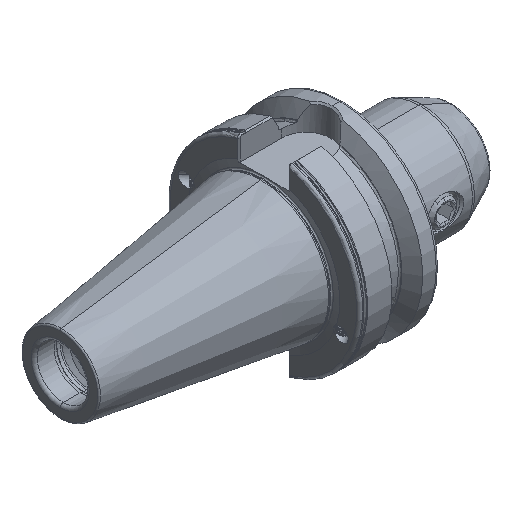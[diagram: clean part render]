
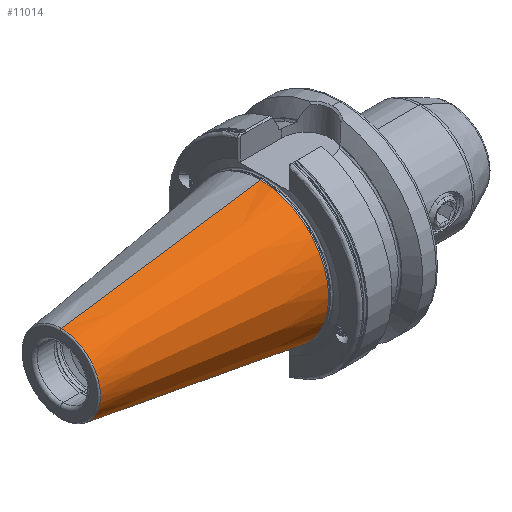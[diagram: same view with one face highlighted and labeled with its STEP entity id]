
A CAD part, isometric view. The second image highlights one B-rep face of the part: STEP entity #11014.
In plain terms, the highlighted conical face has half-angle 8.297 degrees and reference radius 22.24 mm.
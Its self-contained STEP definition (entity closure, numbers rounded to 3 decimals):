
#1339 = CARTESIAN_POINT ( 'NONE',  ( -0.9, 0., 0. ) ) ;
#1359 = DIRECTION ( 'NONE',  ( 1., 0., 0. ) ) ;
#1368 = DIRECTION ( 'NONE',  ( 0., 0., -1. ) ) ;
#1435 = DIRECTION ( 'NONE',  ( 0., 0., -1. ) ) ;
#1441 = CARTESIAN_POINT ( 'NONE',  ( -65.972, 0., 0. ) ) ;
#1466 = DIRECTION ( 'NONE',  ( 1., 0., 0. ) ) ;
#2133 = FACE_OUTER_BOUND ( 'NONE', #5356, .T. ) ;
#2152 = CONICAL_SURFACE ( 'NONE', #17311, 22.24, 0.145 ) ;
#2366 = CIRCLE ( 'NONE', #17081, 12.75 ) ;
#2401 = CIRCLE ( 'NONE', #17124, 22.24 ) ;
#2850 = LINE ( 'NONE', #18299, #2851 ) ;
#2851 = VECTOR ( 'NONE', #18324, 1000. ) ;
#2891 = VECTOR ( 'NONE', #9476, 1000. ) ;
#2906 = LINE ( 'NONE', #9440, #2891 ) ;
#3185 = EDGE_CURVE ( 'NONE', #12212, #12204, #2850, .T. ) ;
#3222 = EDGE_CURVE ( 'NONE', #5685, #12194, #2906, .T. ) ;
#5356 = EDGE_LOOP ( 'NONE', ( #6994, #6950, #6941, #6937 ) ) ;
#5685 = VERTEX_POINT ( 'NONE', #12944 ) ;
#6937 = ORIENTED_EDGE ( 'NONE', *, *, #18800, .F. ) ;
#6941 = ORIENTED_EDGE ( 'NONE', *, *, #3185, .T. ) ;
#6950 = ORIENTED_EDGE ( 'NONE', *, *, #18757, .T. ) ;
#6994 = ORIENTED_EDGE ( 'NONE', *, *, #3222, .F. ) ;
#9440 = CARTESIAN_POINT ( 'NONE',  ( -0.9, 0., 22.24 ) ) ;
#9476 = DIRECTION ( 'NONE',  ( 0.99, 0., 0.144 ) ) ;
#11014 = ADVANCED_FACE ( 'NONE', ( #2133 ), #2152, .T. ) ;
#11527 = CARTESIAN_POINT ( 'NONE',  ( -0.9, 0., 22.24 ) ) ;
#11534 = CARTESIAN_POINT ( 'NONE',  ( -0.9, 0., -22.24 ) ) ;
#11542 = CARTESIAN_POINT ( 'NONE',  ( -65.972, 0., -12.75 ) ) ;
#12194 = VERTEX_POINT ( 'NONE', #11527 ) ;
#12204 = VERTEX_POINT ( 'NONE', #11534 ) ;
#12212 = VERTEX_POINT ( 'NONE', #11542 ) ;
#12944 = CARTESIAN_POINT ( 'NONE',  ( -65.972, 0., 12.75 ) ) ;
#16543 = DIRECTION ( 'NONE',  ( 1., 0., 0. ) ) ;
#16557 = CARTESIAN_POINT ( 'NONE',  ( -0.9, 0., 0. ) ) ;
#16572 = DIRECTION ( 'NONE',  ( 0., 0., -1. ) ) ;
#17081 = AXIS2_PLACEMENT_3D ( 'NONE', #1441, #1466, #1435 ) ;
#17124 = AXIS2_PLACEMENT_3D ( 'NONE', #1339, #1359, #1368 ) ;
#17311 = AXIS2_PLACEMENT_3D ( 'NONE', #16557, #16543, #16572 ) ;
#18299 = CARTESIAN_POINT ( 'NONE',  ( -0.9, 0., -22.24 ) ) ;
#18324 = DIRECTION ( 'NONE',  ( 0.99, 0., -0.144 ) ) ;
#18757 = EDGE_CURVE ( 'NONE', #5685, #12212, #2366, .T. ) ;
#18800 = EDGE_CURVE ( 'NONE', #12194, #12204, #2401, .T. ) ;
